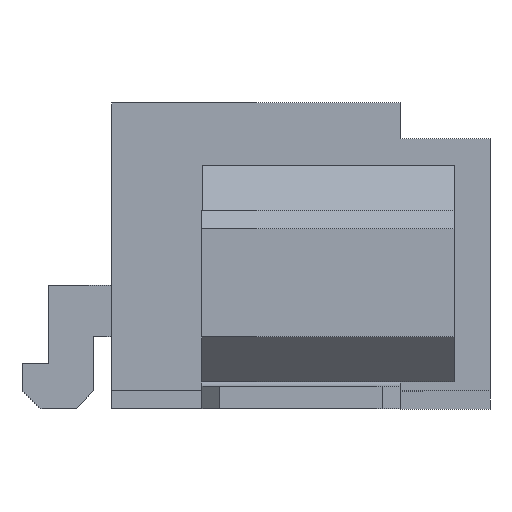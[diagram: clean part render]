
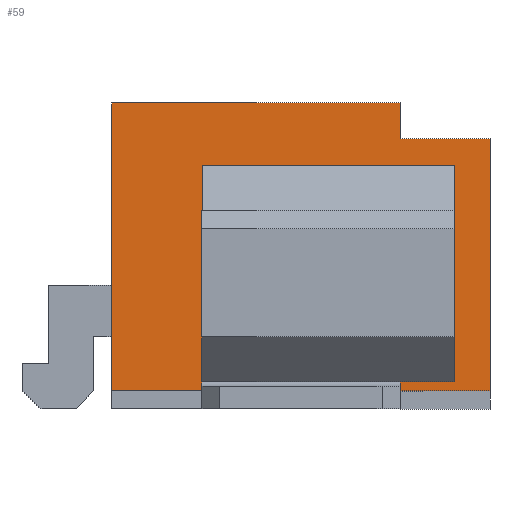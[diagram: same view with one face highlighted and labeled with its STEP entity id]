
A CAD part, left-side view. The second image highlights one B-rep face of the part: STEP entity #59.
In plain terms, the highlighted planar face has unit normal (-1, 0, 0).
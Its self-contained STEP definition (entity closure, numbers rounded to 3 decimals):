
#59=ADVANCED_FACE('',(#204,#205),#206,.F.);
#204=FACE_OUTER_BOUND('',#481,.T.);
#205=FACE_BOUND('',#482,.T.);
#206=PLANE('',#483);
#481=EDGE_LOOP('',(#838,#839,#840,#841,#842,#843));
#482=EDGE_LOOP('',(#844,#845,#846,#847));
#483=AXIS2_PLACEMENT_3D('',#848,#849,#850);
#838=ORIENTED_EDGE('',*,*,#1967,.F.);
#839=ORIENTED_EDGE('',*,*,#1968,.T.);
#840=ORIENTED_EDGE('',*,*,#1969,.F.);
#841=ORIENTED_EDGE('',*,*,#1970,.F.);
#842=ORIENTED_EDGE('',*,*,#1938,.F.);
#843=ORIENTED_EDGE('',*,*,#1971,.F.);
#844=ORIENTED_EDGE('',*,*,#1972,.F.);
#845=ORIENTED_EDGE('',*,*,#1973,.F.);
#846=ORIENTED_EDGE('',*,*,#1974,.T.);
#847=ORIENTED_EDGE('',*,*,#1975,.T.);
#848=CARTESIAN_POINT('',(-2.125,0.0,0.0));
#849=DIRECTION('',(1.0,0.0,0.0));
#850=DIRECTION('',(0.0,1.0,0.0));
#1938=EDGE_CURVE('',#2351,#2353,#2354,.T.);
#1967=EDGE_CURVE('',#2408,#2409,#2410,.T.);
#1968=EDGE_CURVE('',#2408,#2411,#2412,.T.);
#1969=EDGE_CURVE('',#2413,#2411,#2414,.T.);
#1970=EDGE_CURVE('',#2353,#2413,#2415,.T.);
#1971=EDGE_CURVE('',#2409,#2351,#2416,.T.);
#1972=EDGE_CURVE('',#2417,#2418,#2419,.T.);
#1973=EDGE_CURVE('',#2420,#2417,#2421,.T.);
#1974=EDGE_CURVE('',#2420,#2422,#2423,.T.);
#1975=EDGE_CURVE('',#2422,#2418,#2424,.T.);
#2351=VERTEX_POINT('',#3005);
#2353=VERTEX_POINT('',#3008);
#2354=LINE('',#3009,#3010);
#2408=VERTEX_POINT('',#3092);
#2409=VERTEX_POINT('',#3093);
#2410=LINE('',#3094,#3095);
#2411=VERTEX_POINT('',#3096);
#2412=LINE('',#3097,#3098);
#2413=VERTEX_POINT('',#3099);
#2414=LINE('',#3100,#3101);
#2415=LINE('',#3102,#3103);
#2416=LINE('',#3104,#3105);
#2417=VERTEX_POINT('',#3106);
#2418=VERTEX_POINT('',#3107);
#2419=LINE('',#3108,#3109);
#2420=VERTEX_POINT('',#3110);
#2421=LINE('',#3111,#3112);
#2422=VERTEX_POINT('',#3113);
#2423=LINE('',#3114,#3115);
#2424=LINE('',#3116,#3117);
#3005=CARTESIAN_POINT('',(-2.125,1.0,0.));
#3008=CARTESIAN_POINT('',(-2.125,5.2,0.));
#3009=CARTESIAN_POINT('',(-2.125,1.0,0.));
#3010=VECTOR('',#3926,1.0);
#3092=CARTESIAN_POINT('',(-2.125,2.0,2.8));
#3093=CARTESIAN_POINT('',(-2.125,1.0,2.8));
#3094=CARTESIAN_POINT('',(-2.125,2.0,2.8));
#3095=VECTOR('',#3955,1.0);
#3096=CARTESIAN_POINT('',(-2.125,2.0,3.2));
#3097=CARTESIAN_POINT('',(-2.125,2.0,2.8));
#3098=VECTOR('',#3956,1.0);
#3099=CARTESIAN_POINT('',(-2.125,5.2,3.2));
#3100=CARTESIAN_POINT('',(-2.125,5.2,3.2));
#3101=VECTOR('',#3957,1.0);
#3102=CARTESIAN_POINT('',(-2.125,5.2,0.));
#3103=VECTOR('',#3958,1.0);
#3104=CARTESIAN_POINT('',(-2.125,1.0,3.2));
#3105=VECTOR('',#3959,1.0);
#3106=CARTESIAN_POINT('',(-2.125,4.2,2.5));
#3107=CARTESIAN_POINT('',(-2.125,4.2,0.1));
#3108=CARTESIAN_POINT('',(-2.125,4.2,2.5));
#3109=VECTOR('',#3960,1.0);
#3110=CARTESIAN_POINT('',(-2.125,1.4,2.5));
#3111=CARTESIAN_POINT('',(-2.125,1.4,2.5));
#3112=VECTOR('',#3961,1.0);
#3113=CARTESIAN_POINT('',(-2.125,1.4,0.1));
#3114=CARTESIAN_POINT('',(-2.125,1.4,2.5));
#3115=VECTOR('',#3962,1.0);
#3116=CARTESIAN_POINT('',(-2.125,1.4,0.1));
#3117=VECTOR('',#3963,1.0);
#3926=DIRECTION('',(0.0,1.0,0.));
#3955=DIRECTION('',(0.0,-1.0,0.0));
#3956=DIRECTION('',(0.0,0.0,1.0));
#3957=DIRECTION('',(0.0,-1.0,0.0));
#3958=DIRECTION('',(0.0,0.,1.0));
#3959=DIRECTION('',(0.0,0.,-1.0));
#3960=DIRECTION('',(0.0,0.,-1.0));
#3961=DIRECTION('',(0.0,1.0,0.0));
#3962=DIRECTION('',(0.0,0.,-1.0));
#3963=DIRECTION('',(0.0,1.0,0.0));
